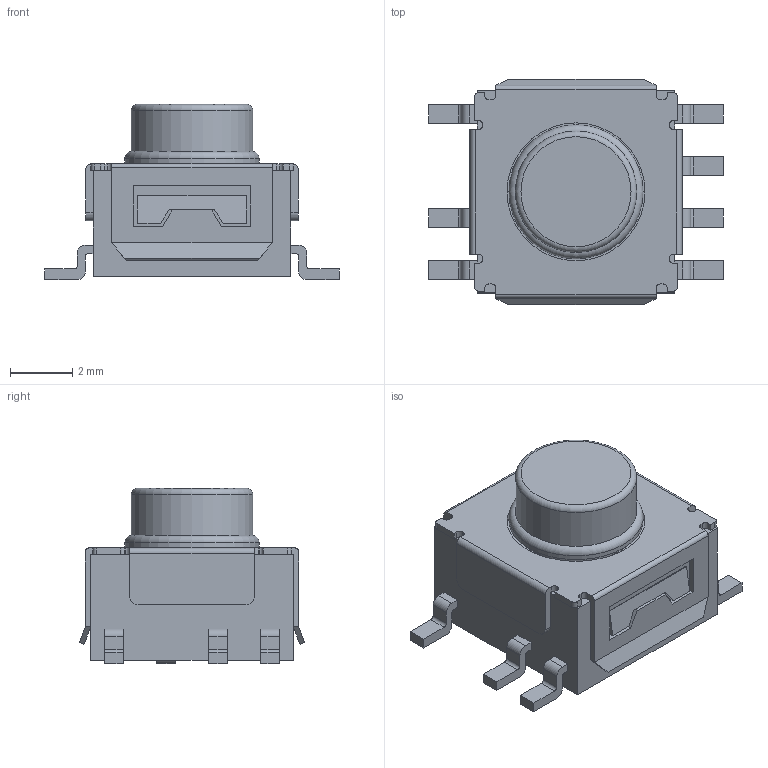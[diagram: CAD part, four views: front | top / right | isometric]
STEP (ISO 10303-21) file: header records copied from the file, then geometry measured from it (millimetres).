
FILE_DESCRIPTION(/* description */ ('Unknown'),/* implementation_level */ '2;1');
FILE_NAME(/* name */ '228EMVARGBFR',/* time_stamp */ '2024-04-19T09:53:04+02:00',/* author */ ('Unknown'),/* organization */ ('Unknown'),/* preprocessor_version */ 'ST-DEVELOPER v18.102',/* originating_system */ 'Solid Edge',/* authorisation */ 'Unknown');
FILE_SCHEMA (('AUTOMOTIVE_DESIGN {1 0 10303 214 3 1 1}'));
Length unit declared in the file: millimetre
Products named in the file (1): 228EMVARGBFR
Bounding box: 9.43 x 7.22 x 5.61 mm (x, y, z)
Volume: 180.5 mm3; surface area: 261.6 mm2
Topology: 1 solids, 1 shells, 230 faces, 625 edges, 411 vertices
Faces by surface type: plane 168, cylinder 60, torus 2
Full cylindrical faces by diameter (mm): 3.886 x2, 4.296 x1, 4.417 x1
Entity records: 8785 total; most frequent: CARTESIAN_POINT 1257, ORIENTED_EDGE 1234, DIRECTION 1204, EDGE_CURVE 617, LINE 492, VECTOR 492, VERTEX_POINT 409, AXIS2_PLACEMENT_3D 356
